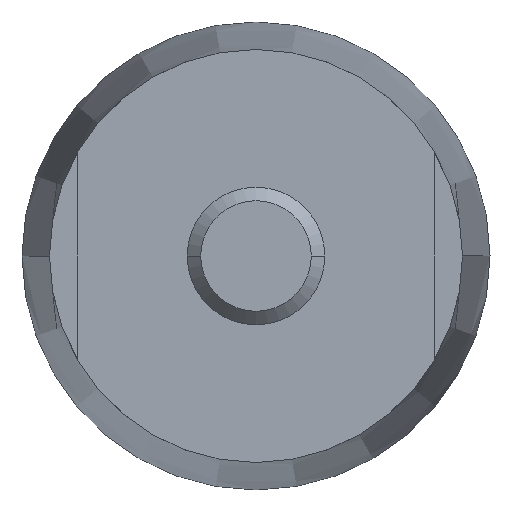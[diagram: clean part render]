
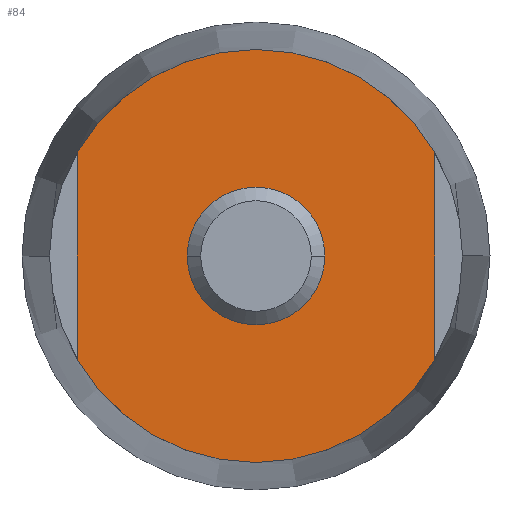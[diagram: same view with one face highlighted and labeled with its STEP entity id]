
A CAD part, left-side view. The second image highlights one B-rep face of the part: STEP entity #84.
In plain terms, the highlighted planar face has unit normal (-1, 0, 0).
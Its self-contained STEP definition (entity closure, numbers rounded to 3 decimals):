
#84 = ADVANCED_FACE( '', ( #114, #115 ), #116, .T. );
#114 = FACE_BOUND( '', #155, .T. );
#115 = FACE_OUTER_BOUND( '', #156, .T. );
#116 = PLANE( '', #157 );
#155 = EDGE_LOOP( '', ( #246, #247 ) );
#156 = EDGE_LOOP( '', ( #248, #249, #250, #251 ) );
#157 = AXIS2_PLACEMENT_3D( '', #252, #253, #254 );
#246 = ORIENTED_EDGE( '', *, *, #333, .F. );
#247 = ORIENTED_EDGE( '', *, *, #362, .F. );
#248 = ORIENTED_EDGE( '', *, *, #360, .T. );
#249 = ORIENTED_EDGE( '', *, *, #363, .T. );
#250 = ORIENTED_EDGE( '', *, *, #364, .T. );
#251 = ORIENTED_EDGE( '', *, *, #355, .T. );
#252 = CARTESIAN_POINT( '', ( 0., 5., 0. ) );
#253 = DIRECTION( '', ( -1., 0., 0. ) );
#254 = DIRECTION( '', ( 0., 1., 0. ) );
#333 = EDGE_CURVE( '', #381, #383, #384, .T. );
#355 = EDGE_CURVE( '', #422, #420, #423, .T. );
#360 = EDGE_CURVE( '', #420, #429, #431, .T. );
#362 = EDGE_CURVE( '', #383, #381, #433, .T. );
#363 = EDGE_CURVE( '', #429, #434, #435, .T. );
#364 = EDGE_CURVE( '', #434, #422, #436, .T. );
#381 = VERTEX_POINT( '', #456 );
#383 = VERTEX_POINT( '', #459 );
#384 = CIRCLE( '', #460, 2.5 );
#420 = VERTEX_POINT( '', #503 );
#422 = VERTEX_POINT( '', #506 );
#423 = CIRCLE( '', #507, 7.5 );
#429 = VERTEX_POINT( '', #515 );
#431 = LINE( '', #518, #519 );
#433 = CIRCLE( '', #521, 2.5 );
#434 = VERTEX_POINT( '', #522 );
#435 = CIRCLE( '', #523, 7.5 );
#436 = LINE( '', #524, #525 );
#456 = CARTESIAN_POINT( '', ( 0., 2.5, 0. ) );
#459 = CARTESIAN_POINT( '', ( 0., -2.5, 0. ) );
#460 = AXIS2_PLACEMENT_3D( '', #546, #547, #548 );
#503 = CARTESIAN_POINT( '', ( 0., -6.5, -3.742 ) );
#506 = CARTESIAN_POINT( '', ( 0., 6.5, -3.742 ) );
#507 = AXIS2_PLACEMENT_3D( '', #596, #597, #598 );
#515 = CARTESIAN_POINT( '', ( 0., -6.5, 3.742 ) );
#518 = CARTESIAN_POINT( '', ( 0., -6.5, 8.5 ) );
#519 = VECTOR( '', #605, 1. );
#521 = AXIS2_PLACEMENT_3D( '', #609, #610, #611 );
#522 = CARTESIAN_POINT( '', ( 0., 6.5, 3.742 ) );
#523 = AXIS2_PLACEMENT_3D( '', #612, #613, #614 );
#524 = CARTESIAN_POINT( '', ( 0., 6.5, -8.5 ) );
#525 = VECTOR( '', #615, 1. );
#546 = CARTESIAN_POINT( '', ( 0., 0., 0. ) );
#547 = DIRECTION( '', ( -1., 0., 0. ) );
#548 = DIRECTION( '', ( 0., 1., 0. ) );
#596 = CARTESIAN_POINT( '', ( 0., 0., 0. ) );
#597 = DIRECTION( '', ( -1., 0., 0. ) );
#598 = DIRECTION( '', ( 0., 1., 0. ) );
#605 = DIRECTION( '', ( 0., 0., 1. ) );
#609 = CARTESIAN_POINT( '', ( 0., 0., 0. ) );
#610 = DIRECTION( '', ( -1., 0., 0. ) );
#611 = DIRECTION( '', ( 0., 1., 0. ) );
#612 = CARTESIAN_POINT( '', ( 0., 0., 0. ) );
#613 = DIRECTION( '', ( -1., 0., 0. ) );
#614 = DIRECTION( '', ( 0., 1., 0. ) );
#615 = DIRECTION( '', ( 0., 0., -1. ) );
